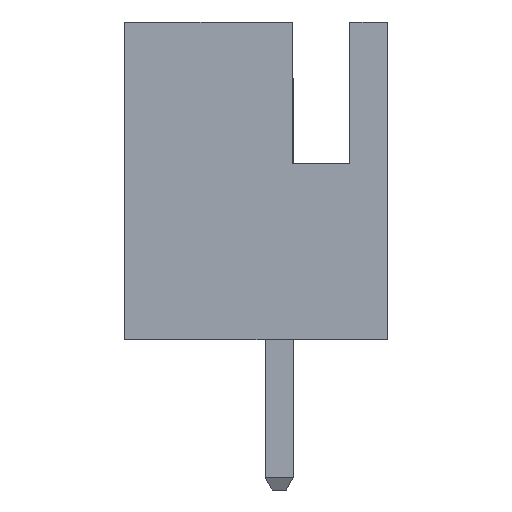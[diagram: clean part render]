
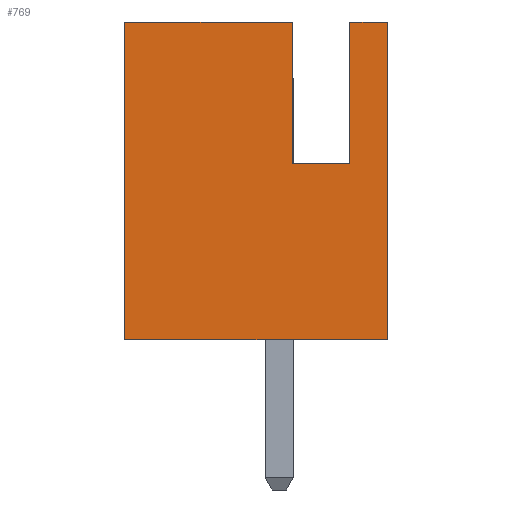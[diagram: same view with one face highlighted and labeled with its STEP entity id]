
A CAD part, left-side view. The second image highlights one B-rep face of the part: STEP entity #769.
In plain terms, the highlighted planar face has unit normal (-1, 0, 0).
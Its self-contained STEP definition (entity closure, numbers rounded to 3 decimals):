
#769=ADVANCED_FACE('',(#1490),#1492,.T.);
#1490=FACE_BOUND('',#1491,.T.);
#1491=EDGE_LOOP('',(#2078,#2079,#2080,#2081,#2082,#2083,#2084,#2085));
#1492=PLANE('',#1493);
#1493=AXIS2_PLACEMENT_3D('',#1494,#1495,#1496);
#1494=CARTESIAN_POINT('',(-2.55,0.,0.));
#1495=DIRECTION('',(-1.,0.,0.));
#1496=DIRECTION('',(0.,0.,-1.));
#2078=ORIENTED_EDGE('',*,*,#2461,.T.);
#2079=ORIENTED_EDGE('',*,*,#2462,.T.);
#2080=ORIENTED_EDGE('',*,*,#2359,.T.);
#2081=ORIENTED_EDGE('',*,*,#2463,.T.);
#2082=ORIENTED_EDGE('',*,*,#2325,.T.);
#2083=ORIENTED_EDGE('',*,*,#2460,.T.);
#2084=ORIENTED_EDGE('',*,*,#2464,.T.);
#2085=ORIENTED_EDGE('',*,*,#2465,.T.);
#2325=EDGE_CURVE('',#2616,#2614,#2617,.T.);
#2359=EDGE_CURVE('',#2676,#2674,#2677,.T.);
#2460=EDGE_CURVE('',#2614,#2830,#2832,.T.);
#2461=EDGE_CURVE('',#2833,#2834,#2835,.F.);
#2462=EDGE_CURVE('',#2834,#2676,#2836,.T.);
#2463=EDGE_CURVE('',#2674,#2616,#2837,.T.);
#2464=EDGE_CURVE('',#2830,#2838,#2839,.F.);
#2465=EDGE_CURVE('',#2838,#2833,#2840,.F.);
#2614=VERTEX_POINT('',#3105);
#2616=VERTEX_POINT('',#3109);
#2617=LINE('',#3110,#3111);
#2674=VERTEX_POINT('',#3233);
#2676=VERTEX_POINT('',#3237);
#2677=LINE('',#3238,#3239);
#2830=VERTEX_POINT('',#3591);
#2832=LINE('',#3595,#3596);
#2833=VERTEX_POINT('',#3598);
#2834=VERTEX_POINT('',#3599);
#2835=LINE('',#3600,#3601);
#2836=LINE('',#3603,#3604);
#2837=LINE('',#3606,#3607);
#2838=VERTEX_POINT('',#3609);
#2839=LINE('',#3610,#3611);
#2840=LINE('',#3613,#3614);
#3105=CARTESIAN_POINT('',(-2.55,-2.45,7.2));
#3109=CARTESIAN_POINT('',(-2.55,-2.45,0.));
#3110=CARTESIAN_POINT('',(-2.55,-2.45,0.));
#3111=VECTOR('',#3112,1.);
#3112=DIRECTION('',(0.,0.,1.));
#3233=CARTESIAN_POINT('',(-2.55,3.5,0.));
#3237=CARTESIAN_POINT('',(-2.55,3.5,7.2));
#3238=CARTESIAN_POINT('',(-2.55,3.5,7.2));
#3239=VECTOR('',#3240,1.);
#3240=DIRECTION('',(0.,0.,-1.));
#3591=CARTESIAN_POINT('',(-2.55,-1.6,7.2));
#3595=CARTESIAN_POINT('',(-2.55,-2.45,7.2));
#3596=VECTOR('',#3597,1.);
#3597=DIRECTION('',(0.,1.,0.));
#3598=CARTESIAN_POINT('',(-2.55,-0.3,4.));
#3599=CARTESIAN_POINT('',(-2.55,-0.3,7.2));
#3600=CARTESIAN_POINT('',(-2.55,-0.3,7.2));
#3601=VECTOR('',#3602,1.);
#3602=DIRECTION('',(0.,0.,-1.));
#3603=CARTESIAN_POINT('',(-2.55,-0.3,7.2));
#3604=VECTOR('',#3605,1.);
#3605=DIRECTION('',(0.,1.,0.));
#3606=CARTESIAN_POINT('',(-2.55,3.5,0.));
#3607=VECTOR('',#3608,1.);
#3608=DIRECTION('',(0.,-1.,0.));
#3609=CARTESIAN_POINT('',(-2.55,-1.6,4.));
#3610=CARTESIAN_POINT('',(-2.55,-1.6,4.));
#3611=VECTOR('',#3612,1.);
#3612=DIRECTION('',(0.,0.,1.));
#3613=CARTESIAN_POINT('',(-2.55,-0.3,4.));
#3614=VECTOR('',#3615,1.);
#3615=DIRECTION('',(0.,-1.,0.));
